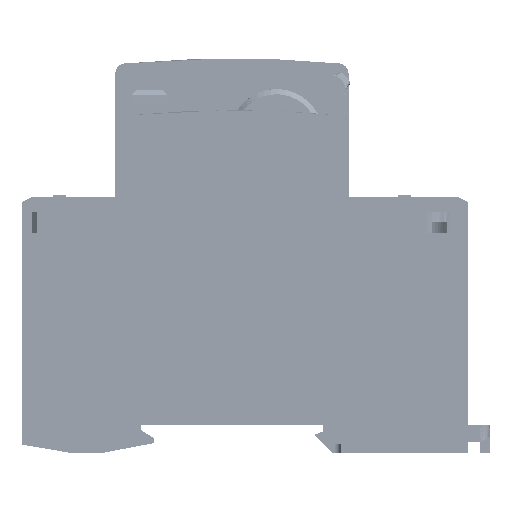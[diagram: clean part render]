
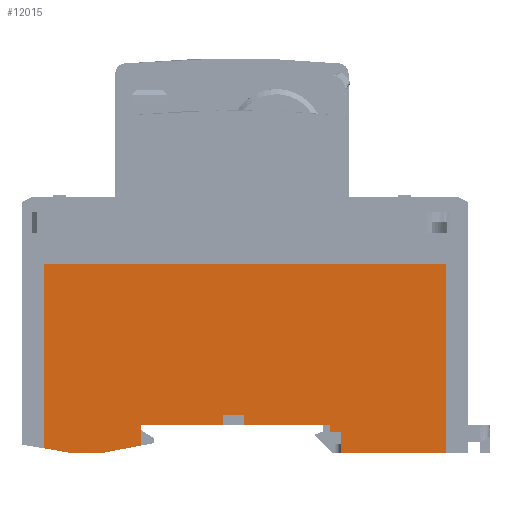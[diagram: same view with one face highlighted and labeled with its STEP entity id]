
A CAD part, left-side view. The second image highlights one B-rep face of the part: STEP entity #12015.
In plain terms, the highlighted free-form (B-spline) face has degree [1, 1] with [2, 2] control points.
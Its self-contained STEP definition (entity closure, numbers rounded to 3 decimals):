
#2503 = CARTESIAN_POINT ( 'NONE',  ( -36., -41.3, 36.5 ) ) ;
#7169 = VERTEX_POINT ( 'NONE', #58999 ) ;
#9484 = CARTESIAN_POINT ( 'NONE',  ( -36., 30.5, 0. ) ) ;
#11318 = CARTESIAN_POINT ( 'NONE',  ( -36., -41.3, 0. ) ) ;
#12015 = ADVANCED_FACE ( 'NONE', ( #184214 ), #137801, .T. ) ;
#16636 = VERTEX_POINT ( 'NONE', #53770 ) ;
#17117 = CARTESIAN_POINT ( 'NONE',  ( -36., -19., 4.1 ) ) ;
#22305 = EDGE_CURVE ( 'NONE', #103110, #115305, #101141, .T. ) ;
#25406 = EDGE_CURVE ( 'NONE', #7169, #16636, #165607, .T. ) ;
#25431 = EDGE_LOOP ( 'NONE', ( #122526, #53112, #118621, #232163, #139507, #230409, #159219, #205787, #212377, #165921, #75988, #35294, #208564, #206202, #31447, #125671 ) ) ;
#27958 = B_SPLINE_CURVE_WITH_KNOTS ( 'NONE', 1,
 ( #11318, #228096 ),
 .UNSPECIFIED., .F., .F.,
 ( 2, 2 ),
 ( 0., 1. ),
 .UNSPECIFIED. ) ;
#28426 = B_SPLINE_CURVE_WITH_KNOTS ( 'NONE', 1,
 ( #170320, #97999 ),
 .UNSPECIFIED., .F., .F.,
 ( 2, 2 ),
 ( -1., 0. ),
 .UNSPECIFIED. ) ;
#29216 = EDGE_CURVE ( 'NONE', #71398, #243503, #131014, .T. ) ;
#30750 = VERTEX_POINT ( 'NONE', #167709 ) ;
#31447 = ORIENTED_EDGE ( 'NONE', *, *, #156687, .F. ) ;
#35294 = ORIENTED_EDGE ( 'NONE', *, *, #142503, .F. ) ;
#36161 = CARTESIAN_POINT ( 'NONE',  ( -36., 36.3, 0.986 ) ) ;
#38598 = VERTEX_POINT ( 'NONE', #138730 ) ;
#53112 = ORIENTED_EDGE ( 'NONE', *, *, #220775, .F. ) ;
#53310 = B_SPLINE_CURVE_WITH_KNOTS ( 'NONE', 1,
 ( #214832, #36161 ),
 .UNSPECIFIED., .F., .F.,
 ( 2, 2 ),
 ( 0., 1. ),
 .UNSPECIFIED. ) ;
#53770 = CARTESIAN_POINT ( 'NONE',  ( -36., -2.3, 5.5 ) ) ;
#55817 = CARTESIAN_POINT ( 'NONE',  ( -36., 1.7, 7.5 ) ) ;
#58038 = VERTEX_POINT ( 'NONE', #122341 ) ;
#58999 = CARTESIAN_POINT ( 'NONE',  ( -36., -19., 5.5 ) ) ;
#59291 = B_SPLINE_CURVE_WITH_KNOTS ( 'NONE', 1,
 ( #186848, #201440 ),
 .UNSPECIFIED., .F., .F.,
 ( 2, 2 ),
 ( 0., 1. ),
 .UNSPECIFIED. ) ;
#63598 = EDGE_CURVE ( 'NONE', #71118, #58038, #27958, .T. ) ;
#67777 = CARTESIAN_POINT ( 'NONE',  ( -36., -21., 0. ) ) ;
#67807 = CARTESIAN_POINT ( 'NONE',  ( -36., -19., 4.1 ) ) ;
#68593 = CARTESIAN_POINT ( 'NONE',  ( -36., 36.3, 36.5 ) ) ;
#71118 = VERTEX_POINT ( 'NONE', #204868 ) ;
#71191 = CARTESIAN_POINT ( 'NONE',  ( -36., -41.3, 36.5 ) ) ;
#71398 = VERTEX_POINT ( 'NONE', #80609 ) ;
#75988 = ORIENTED_EDGE ( 'NONE', *, *, #92972, .F. ) ;
#80609 = CARTESIAN_POINT ( 'NONE',  ( -36., 17.5, 1.524 ) ) ;
#82499 = EDGE_CURVE ( 'NONE', #16636, #157467, #90753, .T. ) ;
#88386 = CARTESIAN_POINT ( 'NONE',  ( -36., 36.3, 36.5 ) ) ;
#90753 = B_SPLINE_CURVE_WITH_KNOTS ( 'NONE', 1,
 ( #108597, #128360 ),
 .UNSPECIFIED., .F., .F.,
 ( 2, 2 ),
 ( -1., 0. ),
 .UNSPECIFIED. ) ;
#92972 = EDGE_CURVE ( 'NONE', #144426, #191021, #140879, .T. ) ;
#94302 = EDGE_CURVE ( 'NONE', #38598, #71398, #59291, .T. ) ;
#97999 = CARTESIAN_POINT ( 'NONE',  ( -36., 30.5, 0. ) ) ;
#99718 = CARTESIAN_POINT ( 'NONE',  ( -36., -21., 4.1 ) ) ;
#101141 = B_SPLINE_CURVE_WITH_KNOTS ( 'NONE', 1,
 ( #55817, #219886 ),
 .UNSPECIFIED., .F., .F.,
 ( 2, 2 ),
 ( 0., 1. ),
 .UNSPECIFIED. ) ;
#101253 = CARTESIAN_POINT ( 'NONE',  ( -36., -21., 4.1 ) ) ;
#102985 = B_SPLINE_CURVE_WITH_KNOTS ( 'NONE', 1,
 ( #68593, #71191 ),
 .UNSPECIFIED., .F., .F.,
 ( 2, 2 ),
 ( 0., 1. ),
 .UNSPECIFIED. ) ;
#103110 = VERTEX_POINT ( 'NONE', #200011 ) ;
#103922 = CARTESIAN_POINT ( 'NONE',  ( -36., -2.3, 5.5 ) ) ;
#106695 = CARTESIAN_POINT ( 'NONE',  ( -36., -41.3, 0. ) ) ;
#108597 = CARTESIAN_POINT ( 'NONE',  ( -36., -2.3, 5.5 ) ) ;
#110577 = CARTESIAN_POINT ( 'NONE',  ( -36., -41.3, 36.5 ) ) ;
#111675 = EDGE_CURVE ( 'NONE', #259013, #30750, #53310, .T. ) ;
#115305 = VERTEX_POINT ( 'NONE', #202091 ) ;
#116112 = B_SPLINE_CURVE_WITH_KNOTS ( 'NONE', 1,
 ( #157955, #178994 ),
 .UNSPECIFIED., .F., .F.,
 ( 2, 2 ),
 ( 0., 1. ),
 .UNSPECIFIED. ) ;
#118621 = ORIENTED_EDGE ( 'NONE', *, *, #29216, .F. ) ;
#119484 = CARTESIAN_POINT ( 'NONE',  ( -36., -19., 5.5 ) ) ;
#120486 = EDGE_CURVE ( 'NONE', #191021, #7169, #162490, .T. ) ;
#122341 = CARTESIAN_POINT ( 'NONE',  ( -36., -21., 0. ) ) ;
#122526 = ORIENTED_EDGE ( 'NONE', *, *, #111675, .F. ) ;
#125671 = ORIENTED_EDGE ( 'NONE', *, *, #216721, .F. ) ;
#128360 = CARTESIAN_POINT ( 'NONE',  ( -36., -2.3, 7.5 ) ) ;
#129434 = CARTESIAN_POINT ( 'NONE',  ( -36., -41.3, 0. ) ) ;
#131014 = B_SPLINE_CURVE_WITH_KNOTS ( 'NONE', 1,
 ( #168332, #248508 ),
 .UNSPECIFIED., .F., .F.,
 ( 2, 2 ),
 ( 0., 1. ),
 .UNSPECIFIED. ) ;
#136199 = B_SPLINE_CURVE_WITH_KNOTS ( 'NONE', 1,
 ( #67777, #149106 ),
 .UNSPECIFIED., .F., .F.,
 ( 2, 2 ),
 ( 0., 1. ),
 .UNSPECIFIED. ) ;
#137801 = B_SPLINE_SURFACE_WITH_KNOTS ( 'NONE', 1, 1, ( 
 ( #106695, #227557 ),
 ( #110577, #88386 ) ),
 .UNSPECIFIED., .F., .F., .F.,
 ( 2, 2 ),
 ( 2, 2 ),
 ( 0., 1. ),
 ( 0., 1. ),
 .UNSPECIFIED. ) ;
#138412 = CARTESIAN_POINT ( 'NONE',  ( -36., -2.3, 7.5 ) ) ;
#138730 = CARTESIAN_POINT ( 'NONE',  ( -36., 17.5, 5.5 ) ) ;
#139507 = ORIENTED_EDGE ( 'NONE', *, *, #226761, .F. ) ;
#140879 = B_SPLINE_CURVE_WITH_KNOTS ( 'NONE', 1,
 ( #99718, #242847 ),
 .UNSPECIFIED., .F., .F.,
 ( 2, 2 ),
 ( -1., 0. ),
 .UNSPECIFIED. ) ;
#142503 = EDGE_CURVE ( 'NONE', #58038, #144426, #136199, .T. ) ;
#143729 = CARTESIAN_POINT ( 'NONE',  ( -36., 36.3, 36.5 ) ) ;
#144426 = VERTEX_POINT ( 'NONE', #101253 ) ;
#146456 = CARTESIAN_POINT ( 'NONE',  ( -36., 25.5, 0. ) ) ;
#149106 = CARTESIAN_POINT ( 'NONE',  ( -36., -21., 4.1 ) ) ;
#156687 = EDGE_CURVE ( 'NONE', #166246, #173272, #102985, .T. ) ;
#157467 = VERTEX_POINT ( 'NONE', #138412 ) ;
#157955 = CARTESIAN_POINT ( 'NONE',  ( -36., -2.3, 7.5 ) ) ;
#159219 = ORIENTED_EDGE ( 'NONE', *, *, #238899, .F. ) ;
#162490 = B_SPLINE_CURVE_WITH_KNOTS ( 'NONE', 1,
 ( #17117, #119484 ),
 .UNSPECIFIED., .F., .F.,
 ( 2, 2 ),
 ( -1., 0. ),
 .UNSPECIFIED. ) ;
#165607 = B_SPLINE_CURVE_WITH_KNOTS ( 'NONE', 1,
 ( #239280, #103922 ),
 .UNSPECIFIED., .F., .F.,
 ( 2, 2 ),
 ( 0., 1. ),
 .UNSPECIFIED. ) ;
#165921 = ORIENTED_EDGE ( 'NONE', *, *, #120486, .F. ) ;
#166246 = VERTEX_POINT ( 'NONE', #168397 ) ;
#167709 = CARTESIAN_POINT ( 'NONE',  ( -36., 36.3, 0.986 ) ) ;
#168332 = CARTESIAN_POINT ( 'NONE',  ( -36., 17.5, 1.524 ) ) ;
#168397 = CARTESIAN_POINT ( 'NONE',  ( -36., 36.3, 36.5 ) ) ;
#170320 = CARTESIAN_POINT ( 'NONE',  ( -36., 25.5, 0. ) ) ;
#170429 = CARTESIAN_POINT ( 'NONE',  ( -36., -41.3, 36.5 ) ) ;
#173272 = VERTEX_POINT ( 'NONE', #170429 ) ;
#178994 = CARTESIAN_POINT ( 'NONE',  ( -36., 1.7, 7.5 ) ) ;
#181798 = B_SPLINE_CURVE_WITH_KNOTS ( 'NONE', 1,
 ( #2503, #129434 ),
 .UNSPECIFIED., .F., .F.,
 ( 2, 2 ),
 ( 0., 1. ),
 .UNSPECIFIED. ) ;
#184214 = FACE_OUTER_BOUND ( 'NONE', #25431, .T. ) ;
#186848 = CARTESIAN_POINT ( 'NONE',  ( -36., 17.5, 5.5 ) ) ;
#191021 = VERTEX_POINT ( 'NONE', #67807 ) ;
#195275 = B_SPLINE_CURVE_WITH_KNOTS ( 'NONE', 1,
 ( #224241, #245248 ),
 .UNSPECIFIED., .F., .F.,
 ( 2, 2 ),
 ( 0., 1. ),
 .UNSPECIFIED. ) ;
#200011 = CARTESIAN_POINT ( 'NONE',  ( -36., 1.7, 7.5 ) ) ;
#201440 = CARTESIAN_POINT ( 'NONE',  ( -36., 17.5, 1.524 ) ) ;
#202091 = CARTESIAN_POINT ( 'NONE',  ( -36., 1.7, 5.5 ) ) ;
#204868 = CARTESIAN_POINT ( 'NONE',  ( -36., -41.3, 0. ) ) ;
#205787 = ORIENTED_EDGE ( 'NONE', *, *, #82499, .F. ) ;
#206202 = ORIENTED_EDGE ( 'NONE', *, *, #248084, .F. ) ;
#208564 = ORIENTED_EDGE ( 'NONE', *, *, #63598, .F. ) ;
#212377 = ORIENTED_EDGE ( 'NONE', *, *, #25406, .F. ) ;
#214832 = CARTESIAN_POINT ( 'NONE',  ( -36., 30.5, 0. ) ) ;
#216721 = EDGE_CURVE ( 'NONE', #30750, #166246, #236896, .T. ) ;
#219886 = CARTESIAN_POINT ( 'NONE',  ( -36., 1.7, 5.5 ) ) ;
#220775 = EDGE_CURVE ( 'NONE', #243503, #259013, #28426, .T. ) ;
#224241 = CARTESIAN_POINT ( 'NONE',  ( -36., 1.7, 5.5 ) ) ;
#226761 = EDGE_CURVE ( 'NONE', #115305, #38598, #195275, .T. ) ;
#227557 = CARTESIAN_POINT ( 'NONE',  ( -36., 36.3, 0. ) ) ;
#228096 = CARTESIAN_POINT ( 'NONE',  ( -36., -21., 0. ) ) ;
#230409 = ORIENTED_EDGE ( 'NONE', *, *, #22305, .F. ) ;
#232163 = ORIENTED_EDGE ( 'NONE', *, *, #94302, .F. ) ;
#236896 = B_SPLINE_CURVE_WITH_KNOTS ( 'NONE', 1,
 ( #258083, #143729 ),
 .UNSPECIFIED., .F., .F.,
 ( 2, 2 ),
 ( 0., 1. ),
 .UNSPECIFIED. ) ;
#238899 = EDGE_CURVE ( 'NONE', #157467, #103110, #116112, .T. ) ;
#239280 = CARTESIAN_POINT ( 'NONE',  ( -36., -19., 5.5 ) ) ;
#242847 = CARTESIAN_POINT ( 'NONE',  ( -36., -19., 4.1 ) ) ;
#243503 = VERTEX_POINT ( 'NONE', #146456 ) ;
#245248 = CARTESIAN_POINT ( 'NONE',  ( -36., 17.5, 5.5 ) ) ;
#248084 = EDGE_CURVE ( 'NONE', #173272, #71118, #181798, .T. ) ;
#248508 = CARTESIAN_POINT ( 'NONE',  ( -36., 25.5, 0. ) ) ;
#258083 = CARTESIAN_POINT ( 'NONE',  ( -36., 36.3, 0.986 ) ) ;
#259013 = VERTEX_POINT ( 'NONE', #9484 ) ;
